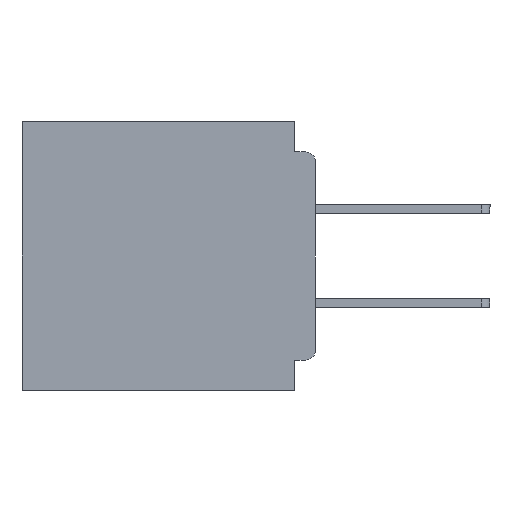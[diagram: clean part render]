
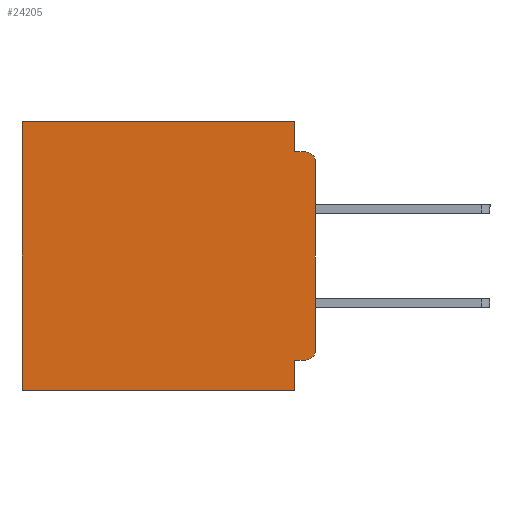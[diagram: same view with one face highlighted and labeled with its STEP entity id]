
A CAD part, left-side view. The second image highlights one B-rep face of the part: STEP entity #24205.
In plain terms, the highlighted planar face has unit normal (-1, 0, 0).
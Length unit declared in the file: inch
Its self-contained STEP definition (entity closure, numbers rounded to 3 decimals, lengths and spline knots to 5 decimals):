
#1725 = EDGE_CURVE ( 'NONE', #52501, #34069, #14602, .T. ) ;
#2603 = LINE ( 'NONE', #11631, #45499 ) ;
#3149 = EDGE_CURVE ( 'NONE', #10013, #6528, #44146, .T. ) ;
#3225 = EDGE_CURVE ( 'NONE', #9250, #33244, #51246, .T. ) ;
#5267 = EDGE_CURVE ( 'NONE', #10013, #8115, #31029, .T. ) ;
#6528 = VERTEX_POINT ( 'NONE', #23636 ) ;
#7079 = ORIENTED_EDGE ( 'NONE', *, *, #48015, .T. ) ;
#7512 = VECTOR ( 'NONE', #33155, 39.37008 ) ;
#7571 = CARTESIAN_POINT ( 'NONE',  ( 0.3, 0.437, -0.4 ) ) ;
#7856 = DIRECTION ( 'NONE',  ( 0., 0., -1. ) ) ;
#7981 = CARTESIAN_POINT ( 'NONE',  ( 0.3, 0., -0.4 ) ) ;
#8115 = VERTEX_POINT ( 'NONE', #22401 ) ;
#8369 = ORIENTED_EDGE ( 'NONE', *, *, #1725, .F. ) ;
#8742 = EDGE_CURVE ( 'NONE', #33904, #33244, #36511, .T. ) ;
#8767 = DIRECTION ( 'NONE',  ( 0., -1., 0. ) ) ;
#9250 = VERTEX_POINT ( 'NONE', #20048 ) ;
#9254 = VECTOR ( 'NONE', #16682, 39.37008 ) ;
#9288 = CARTESIAN_POINT ( 'NONE',  ( 0.3, 0., -0.045 ) ) ;
#9581 = ORIENTED_EDGE ( 'NONE', *, *, #22876, .F. ) ;
#10013 = VERTEX_POINT ( 'NONE', #15933 ) ;
#10277 = AXIS2_PLACEMENT_3D ( 'NONE', #11407, #11399, #11336 ) ;
#10279 = ORIENTED_EDGE ( 'NONE', *, *, #3225, .F. ) ;
#11311 = CARTESIAN_POINT ( 'NONE',  ( 0.3, 0., -0.4 ) ) ;
#11336 = DIRECTION ( 'NONE',  ( 0., 0., -1. ) ) ;
#11399 = DIRECTION ( 'NONE',  ( -1., 0., 0. ) ) ;
#11407 = CARTESIAN_POINT ( 'NONE',  ( 0.3, 0.015, -0.34 ) ) ;
#11631 = CARTESIAN_POINT ( 'NONE',  ( 0.3, 0., 0. ) ) ;
#12444 = CARTESIAN_POINT ( 'NONE',  ( 0.3, 0.031, 0. ) ) ;
#12560 = CARTESIAN_POINT ( 'NONE',  ( 0.3, 0.015, -0.06 ) ) ;
#13416 = DIRECTION ( 'NONE',  ( 0., 1., 0. ) ) ;
#14602 = LINE ( 'NONE', #7981, #24411 ) ;
#15519 = PLANE ( 'NONE',  #26444 ) ;
#15933 = CARTESIAN_POINT ( 'NONE',  ( 0.3, 0.015, -0.355 ) ) ;
#16682 = DIRECTION ( 'NONE',  ( 0., 0., -1. ) ) ;
#16787 = DIRECTION ( 'NONE',  ( 0., 0., -1. ) ) ;
#18182 = ORIENTED_EDGE ( 'NONE', *, *, #51109, .F. ) ;
#19762 = DIRECTION ( 'NONE',  ( 0., 0., -1. ) ) ;
#20048 = CARTESIAN_POINT ( 'NONE',  ( 0.3, 0.031, -0.045 ) ) ;
#22401 = CARTESIAN_POINT ( 'NONE',  ( 0.3, 0.031, -0.355 ) ) ;
#22876 = EDGE_CURVE ( 'NONE', #33904, #6528, #36242, .T. ) ;
#23636 = CARTESIAN_POINT ( 'NONE',  ( 0.3, 0., -0.34 ) ) ;
#24205 = ADVANCED_FACE ( 'NONE', ( #37375 ), #15519, .F. ) ;
#24411 = VECTOR ( 'NONE', #13416, 39.37008 ) ;
#26255 = DIRECTION ( 'NONE',  ( 0., 0., -1. ) ) ;
#26420 = EDGE_CURVE ( 'NONE', #50858, #34165, #2603, .T. ) ;
#26444 = AXIS2_PLACEMENT_3D ( 'NONE', #11311, #44480, #19762 ) ;
#26939 = EDGE_LOOP ( 'NONE', ( #9581, #31166, #10279, #18182, #31857, #7079, #8369, #27345, #42218, #45469 ) ) ;
#27345 = ORIENTED_EDGE ( 'NONE', *, *, #48335, .F. ) ;
#28320 = DIRECTION ( 'NONE',  ( 0., 0., -1. ) ) ;
#28680 = CARTESIAN_POINT ( 'NONE',  ( 0.3, 0., -0.4 ) ) ;
#30438 = CARTESIAN_POINT ( 'NONE',  ( 0.3, 0.031, -0.4 ) ) ;
#31029 = LINE ( 'NONE', #34031, #7512 ) ;
#31166 = ORIENTED_EDGE ( 'NONE', *, *, #8742, .T. ) ;
#31411 = CARTESIAN_POINT ( 'NONE',  ( 0.3, 0.031, 0. ) ) ;
#31857 = ORIENTED_EDGE ( 'NONE', *, *, #26420, .T. ) ;
#31974 = CARTESIAN_POINT ( 'NONE',  ( 0.3, 0.031, -0.4 ) ) ;
#33083 = CARTESIAN_POINT ( 'NONE',  ( 0.3, 0.437, 0. ) ) ;
#33155 = DIRECTION ( 'NONE',  ( 0., 1., 0. ) ) ;
#33244 = VERTEX_POINT ( 'NONE', #43611 ) ;
#33904 = VERTEX_POINT ( 'NONE', #47857 ) ;
#34031 = CARTESIAN_POINT ( 'NONE',  ( 0.3, 0., -0.355 ) ) ;
#34069 = VERTEX_POINT ( 'NONE', #7571 ) ;
#34165 = VERTEX_POINT ( 'NONE', #33083 ) ;
#36242 = LINE ( 'NONE', #28680, #45904 ) ;
#36511 = CIRCLE ( 'NONE', #41481, 0.015 ) ;
#37375 = FACE_OUTER_BOUND ( 'NONE', #26939, .T. ) ;
#40250 = VECTOR ( 'NONE', #8767, 39.37008 ) ;
#40560 = CARTESIAN_POINT ( 'NONE',  ( 0.3, 0.437, -0.4 ) ) ;
#41481 = AXIS2_PLACEMENT_3D ( 'NONE', #12560, #41577, #16787 ) ;
#41577 = DIRECTION ( 'NONE',  ( -1., 0., 0. ) ) ;
#42049 = VECTOR ( 'NONE', #28320, 39.37008 ) ;
#42218 = ORIENTED_EDGE ( 'NONE', *, *, #5267, .F. ) ;
#42418 = LINE ( 'NONE', #12444, #9254 ) ;
#43329 = LINE ( 'NONE', #40560, #42049 ) ;
#43611 = CARTESIAN_POINT ( 'NONE',  ( 0.3, 0.015, -0.045 ) ) ;
#44146 = CIRCLE ( 'NONE', #10277, 0.015 ) ;
#44480 = DIRECTION ( 'NONE',  ( 1., 0., 0. ) ) ;
#44798 = DIRECTION ( 'NONE',  ( 0., 1., 0. ) ) ;
#45469 = ORIENTED_EDGE ( 'NONE', *, *, #3149, .T. ) ;
#45499 = VECTOR ( 'NONE', #44798, 39.37008 ) ;
#45860 = VECTOR ( 'NONE', #26255, 39.37008 ) ;
#45904 = VECTOR ( 'NONE', #7856, 39.37008 ) ;
#47143 = LINE ( 'NONE', #30438, #45860 ) ;
#47857 = CARTESIAN_POINT ( 'NONE',  ( 0.3, 0., -0.06 ) ) ;
#48015 = EDGE_CURVE ( 'NONE', #34165, #34069, #43329, .T. ) ;
#48335 = EDGE_CURVE ( 'NONE', #8115, #52501, #47143, .T. ) ;
#50858 = VERTEX_POINT ( 'NONE', #31411 ) ;
#51109 = EDGE_CURVE ( 'NONE', #50858, #9250, #42418, .T. ) ;
#51246 = LINE ( 'NONE', #9288, #40250 ) ;
#52501 = VERTEX_POINT ( 'NONE', #31974 ) ;
